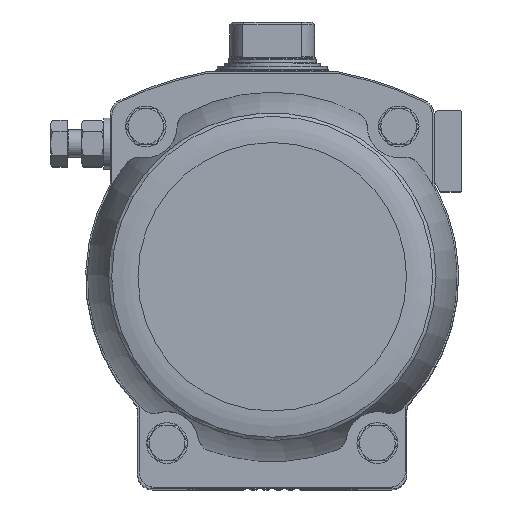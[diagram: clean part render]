
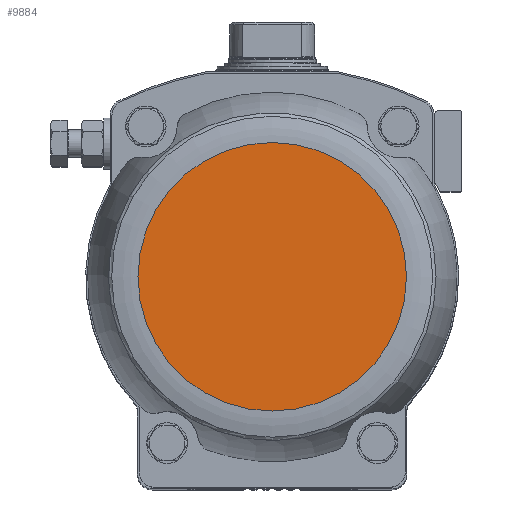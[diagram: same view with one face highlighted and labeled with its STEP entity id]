
A CAD part, top view. The second image highlights one B-rep face of the part: STEP entity #9884.
In plain terms, the highlighted planar face has unit normal (0, 0, 1).
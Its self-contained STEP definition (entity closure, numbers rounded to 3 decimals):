
#386=PLANE('',#10913);
#3356=ORIENTED_EDGE('',*,*,#5526,.T.);
#5526=EDGE_CURVE('',#6744,#6744,#7446,.T.);
#6744=VERTEX_POINT('',#16672);
#7446=CIRCLE('',#10912,79.195);
#8081=EDGE_LOOP('',(#3356));
#8955=FACE_BOUND('',#8081,.T.);
#9884=ADVANCED_FACE('',(#8955),#386,.F.);
#10912=AXIS2_PLACEMENT_3D('',#16671,#13067,#13068);
#10913=AXIS2_PLACEMENT_3D('',#16673,#13069,#13070);
#13067=DIRECTION('',(0.,0.,1.));
#13068=DIRECTION('',(1.,0.,0.));
#13069=DIRECTION('',(0.,0.,-1.));
#13070=DIRECTION('',(-1.,0.,0.));
#16671=CARTESIAN_POINT('',(0.,0.,259.65));
#16672=CARTESIAN_POINT('',(79.195,0.,259.65));
#16673=CARTESIAN_POINT('',(79.195,0.,259.65));
